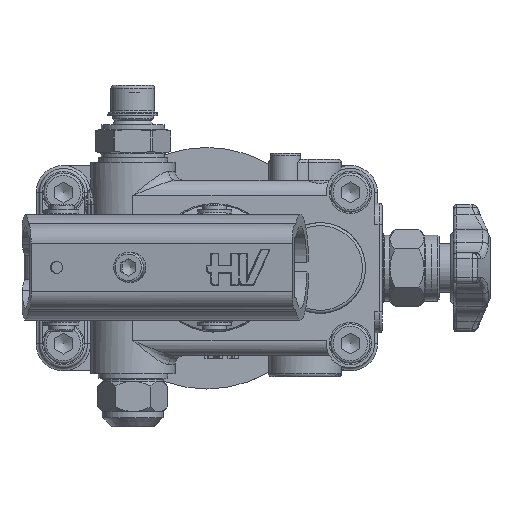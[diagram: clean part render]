
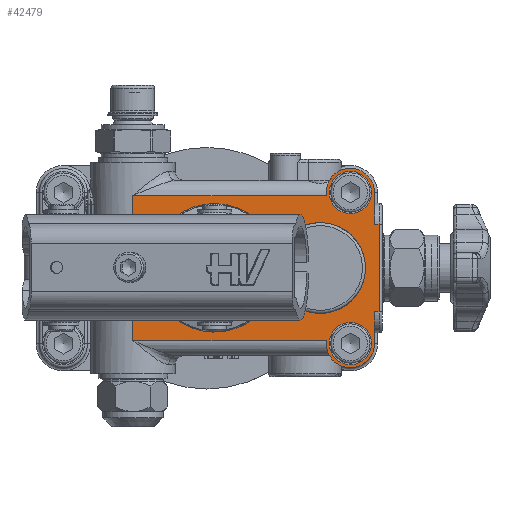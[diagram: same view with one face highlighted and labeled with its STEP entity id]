
A CAD part, top view. The second image highlights one B-rep face of the part: STEP entity #42479.
In plain terms, the highlighted planar face has unit normal (0, 0, 1).
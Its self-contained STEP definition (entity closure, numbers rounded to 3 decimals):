
#40926=CARTESIAN_POINT('',(96.,58.,43.));
#40927=VERTEX_POINT('',#40926);
#40935=CARTESIAN_POINT('',(96.,59.,43.));
#40936=VERTEX_POINT('',#40935);
#40937=CARTESIAN_POINT('',(96.,58.,43.));
#40938=DIRECTION('',(0.0,1.0,0.0));
#40939=VECTOR('',#40938,1.);
#40940=LINE('',#40937,#40939);
#40941=EDGE_CURVE('',#40927,#40936,#40940,.T.);
#40957=CARTESIAN_POINT('',(96.0,10.0,43.));
#40958=VERTEX_POINT('',#40957);
#40968=CARTESIAN_POINT('',(96.0,9.,43.));
#40969=VERTEX_POINT('',#40968);
#40976=CARTESIAN_POINT('',(96.,9.,43.));
#40977=DIRECTION('',(0.0,1.0,0.0));
#40978=VECTOR('',#40977,1.);
#40979=LINE('',#40976,#40978);
#40980=EDGE_CURVE('',#40969,#40958,#40979,.T.);
#40990=CARTESIAN_POINT('',(46.28,21.264,43.));
#40991=VERTEX_POINT('',#40990);
#40992=CARTESIAN_POINT('',(59.,34.0,43.));
#40993=DIRECTION('',(0.0,0.0,1.0));
#40994=DIRECTION('',(0.707,0.708,0.0));
#40995=AXIS2_PLACEMENT_3D('',#40992,#40993,#40994);
#40996=CIRCLE('',#40995,18.);
#40997=EDGE_CURVE('',#40991,#40991,#40996,.T.);
#41159=CARTESIAN_POINT('',(32.,44.122,43.));
#41160=VERTEX_POINT('',#41159);
#41209=CARTESIAN_POINT('',(33.732,41.0,43.));
#41210=VERTEX_POINT('',#41209);
#41218=CARTESIAN_POINT('',(33.732,41.0,43.));
#41219=CARTESIAN_POINT('',(33.732,41.528,43.));
#41220=CARTESIAN_POINT('',(33.438,42.767,43.));
#41221=CARTESIAN_POINT('',(32.582,43.719,43.));
#41222=CARTESIAN_POINT('',(32.,44.122,43.));
#41223=B_SPLINE_CURVE_WITH_KNOTS('',3,(#41218,#41219,#41220,#41221,#41222),.UNSPECIFIED.,.F.,.U.,(4,1,4),(2.696,2.855,3.066),.UNSPECIFIED.);
#41224=EDGE_CURVE('',#41210,#41160,#41223,.T.);
#41236=CARTESIAN_POINT('',(33.732,27.,43.));
#41237=VERTEX_POINT('',#41236);
#41245=CARTESIAN_POINT('',(33.732,27.,43.));
#41246=DIRECTION('',(0.0,1.0,0.0));
#41247=VECTOR('',#41246,14.);
#41248=LINE('',#41245,#41247);
#41249=EDGE_CURVE('',#41237,#41210,#41248,.T.);
#41282=CARTESIAN_POINT('',(32.,23.878,43.));
#41283=VERTEX_POINT('',#41282);
#41291=CARTESIAN_POINT('',(32.,23.878,43.));
#41292=CARTESIAN_POINT('',(32.433,24.178,43.));
#41293=CARTESIAN_POINT('',(33.336,25.067,43.));
#41294=CARTESIAN_POINT('',(33.732,26.29,43.0));
#41295=CARTESIAN_POINT('',(33.732,27.,43.));
#41296=B_SPLINE_CURVE_WITH_KNOTS('',3,(#41291,#41292,#41293,#41294,#41295),.UNSPECIFIED.,.F.,.U.,(4,1,4),(2.696,2.854,3.065),.UNSPECIFIED.);
#41297=EDGE_CURVE('',#41283,#41237,#41296,.T.);
#42001=CARTESIAN_POINT('',(112.0,59.,43.));
#42002=VERTEX_POINT('',#42001);
#42009=CARTESIAN_POINT('',(112.,48.5,43.));
#42010=VERTEX_POINT('',#42009);
#42011=CARTESIAN_POINT('',(112.0,59.,43.));
#42012=DIRECTION('',(0.0,-1.0,0.0));
#42013=VECTOR('',#42012,10.5);
#42014=LINE('',#42011,#42013);
#42015=EDGE_CURVE('',#42002,#42010,#42014,.T.);
#42130=CARTESIAN_POINT('',(112.0,19.5,43.));
#42131=VERTEX_POINT('',#42130);
#42139=CARTESIAN_POINT('',(112.,9.,43.));
#42140=VERTEX_POINT('',#42139);
#42141=CARTESIAN_POINT('',(112.,19.5,43.));
#42142=DIRECTION('',(0.0,-1.0,0.0));
#42143=VECTOR('',#42142,10.5);
#42144=LINE('',#42141,#42143);
#42145=EDGE_CURVE('',#42131,#42140,#42144,.T.);
#42344=CARTESIAN_POINT('',(113.5,48.5,43.));
#42345=VERTEX_POINT('',#42344);
#42355=CARTESIAN_POINT('',(112.,48.5,43.));
#42356=DIRECTION('',(1.0,0.0,0.0));
#42357=VECTOR('',#42356,1.5);
#42358=LINE('',#42355,#42357);
#42359=EDGE_CURVE('',#42010,#42345,#42358,.T.);
#42364=CARTESIAN_POINT('',(104.,34.,43.));
#42365=DIRECTION('',(0.0,0.0,1.0));
#42366=DIRECTION('',(1.0,0.0,0.0));
#42367=AXIS2_PLACEMENT_3D('',#42364,#42365,#42366);
#42368=PLANE('',#42367);
#42369=CARTESIAN_POINT('',(113.5,19.5,43.));
#42370=VERTEX_POINT('',#42369);
#42371=CARTESIAN_POINT('',(113.5,48.5,43.));
#42372=DIRECTION('',(0.0,-1.0,0.0));
#42373=VECTOR('',#42372,29.);
#42374=LINE('',#42371,#42373);
#42375=EDGE_CURVE('',#42345,#42370,#42374,.T.);
#42376=ORIENTED_EDGE('',*,*,#42375,.F.);
#42377=ORIENTED_EDGE('',*,*,#42359,.F.);
#42378=ORIENTED_EDGE('',*,*,#42015,.F.);
#42379=CARTESIAN_POINT('',(104.,59.,43.));
#42380=DIRECTION('',(0.0,0.0,-1.0));
#42381=DIRECTION('',(1.0,0.0,0.0));
#42382=AXIS2_PLACEMENT_3D('',#42379,#42380,#42381);
#42383=CIRCLE('',#42382,8.0);
#42384=EDGE_CURVE('',#40936,#42002,#42383,.T.);
#42385=ORIENTED_EDGE('',*,*,#42384,.F.);
#42386=ORIENTED_EDGE('',*,*,#40941,.F.);
#42387=CARTESIAN_POINT('',(32.,58.,43.));
#42388=VERTEX_POINT('',#42387);
#42389=CARTESIAN_POINT('',(96.,58.,43.));
#42390=DIRECTION('',(-1.0,0.0,0.0));
#42391=VECTOR('',#42390,64.);
#42392=LINE('',#42389,#42391);
#42393=EDGE_CURVE('',#40927,#42388,#42392,.T.);
#42394=ORIENTED_EDGE('',*,*,#42393,.T.);
#42395=CARTESIAN_POINT('',(32.0,44.122,43.0));
#42396=DIRECTION('',(0.0,1.0,0.0));
#42397=VECTOR('',#42396,13.878);
#42398=LINE('',#42395,#42397);
#42399=EDGE_CURVE('',#41160,#42388,#42398,.T.);
#42400=ORIENTED_EDGE('',*,*,#42399,.F.);
#42401=ORIENTED_EDGE('',*,*,#41224,.F.);
#42402=ORIENTED_EDGE('',*,*,#41249,.F.);
#42403=ORIENTED_EDGE('',*,*,#41297,.F.);
#42404=CARTESIAN_POINT('',(32.,10.0,43.));
#42405=VERTEX_POINT('',#42404);
#42406=CARTESIAN_POINT('',(32.0,10.,43.0));
#42407=DIRECTION('',(0.0,1.0,0.0));
#42408=VECTOR('',#42407,13.878);
#42409=LINE('',#42406,#42408);
#42410=EDGE_CURVE('',#42405,#41283,#42409,.T.);
#42411=ORIENTED_EDGE('',*,*,#42410,.F.);
#42412=CARTESIAN_POINT('',(96.0,10.0,43.));
#42413=DIRECTION('',(-1.0,0.0,0.0));
#42414=VECTOR('',#42413,64.);
#42415=LINE('',#42412,#42414);
#42416=EDGE_CURVE('',#40958,#42405,#42415,.T.);
#42417=ORIENTED_EDGE('',*,*,#42416,.F.);
#42418=ORIENTED_EDGE('',*,*,#40980,.F.);
#42419=CARTESIAN_POINT('',(104.0,9.,43.));
#42420=DIRECTION('',(0.0,0.0,-1.0));
#42421=DIRECTION('',(-1.0,0.0,0.0));
#42422=AXIS2_PLACEMENT_3D('',#42419,#42420,#42421);
#42423=CIRCLE('',#42422,8.0);
#42424=EDGE_CURVE('',#42140,#40969,#42423,.T.);
#42425=ORIENTED_EDGE('',*,*,#42424,.F.);
#42426=ORIENTED_EDGE('',*,*,#42145,.F.);
#42427=CARTESIAN_POINT('',(112.0,19.5,43.));
#42428=DIRECTION('',(1.0,0.0,0.0));
#42429=VECTOR('',#42428,1.5);
#42430=LINE('',#42427,#42429);
#42431=EDGE_CURVE('',#42131,#42370,#42430,.T.);
#42432=ORIENTED_EDGE('',*,*,#42431,.T.);
#42433=EDGE_LOOP('',(#42376,#42377,#42378,#42385,#42386,#42394,#42400,#42401,#42402,#42403,#42411,#42417,#42418,#42425,#42426,#42432));
#42434=FACE_OUTER_BOUND('',#42433,.T.);
#42435=CARTESIAN_POINT('',(111.0,9.,43.));
#42436=VERTEX_POINT('',#42435);
#42437=CARTESIAN_POINT('',(104.0,9.,43.));
#42438=DIRECTION('',(0.0,0.0,-1.0));
#42439=DIRECTION('',(1.0,0.0,0.0));
#42440=AXIS2_PLACEMENT_3D('',#42437,#42438,#42439);
#42441=CIRCLE('',#42440,7.);
#42442=EDGE_CURVE('',#42436,#42436,#42441,.T.);
#42443=ORIENTED_EDGE('',*,*,#42442,.T.);
#42444=EDGE_LOOP('',(#42443));
#42445=FACE_BOUND('',#42444,.T.);
#42446=CARTESIAN_POINT('',(111.,59.,43.));
#42447=VERTEX_POINT('',#42446);
#42448=CARTESIAN_POINT('',(104.,59.,43.));
#42449=DIRECTION('',(0.0,0.0,-1.0));
#42450=DIRECTION('',(1.0,0.0,0.0));
#42451=AXIS2_PLACEMENT_3D('',#42448,#42449,#42450);
#42452=CIRCLE('',#42451,7.);
#42453=EDGE_CURVE('',#42447,#42447,#42452,.T.);
#42454=ORIENTED_EDGE('',*,*,#42453,.T.);
#42455=EDGE_LOOP('',(#42454));
#42456=FACE_BOUND('',#42455,.T.);
#42457=CARTESIAN_POINT('',(83.0,44.198,43.));
#42458=VERTEX_POINT('',#42457);
#42459=CARTESIAN_POINT('',(83.0,23.802,43.));
#42460=VERTEX_POINT('',#42459);
#42461=CARTESIAN_POINT('',(94.,34.0,43.));
#42462=DIRECTION('',(0.0,0.0,-1.0));
#42463=DIRECTION('',(-1.0,0.0,0.0));
#42464=AXIS2_PLACEMENT_3D('',#42461,#42462,#42463);
#42465=CIRCLE('',#42464,15.0);
#42466=EDGE_CURVE('',#42458,#42460,#42465,.T.);
#42467=ORIENTED_EDGE('',*,*,#42466,.T.);
#42468=CARTESIAN_POINT('',(83.0,23.802,43.));
#42469=DIRECTION('',(0.0,1.0,0.0));
#42470=VECTOR('',#42469,20.396);
#42471=LINE('',#42468,#42470);
#42472=EDGE_CURVE('',#42460,#42458,#42471,.T.);
#42473=ORIENTED_EDGE('',*,*,#42472,.T.);
#42474=EDGE_LOOP('',(#42467,#42473));
#42475=FACE_BOUND('',#42474,.T.);
#42476=ORIENTED_EDGE('',*,*,#40997,.F.);
#42477=EDGE_LOOP('',(#42476));
#42478=FACE_BOUND('',#42477,.T.);
#42479=ADVANCED_FACE('',(#42434,#42445,#42456,#42475,#42478),#42368,.T.);
